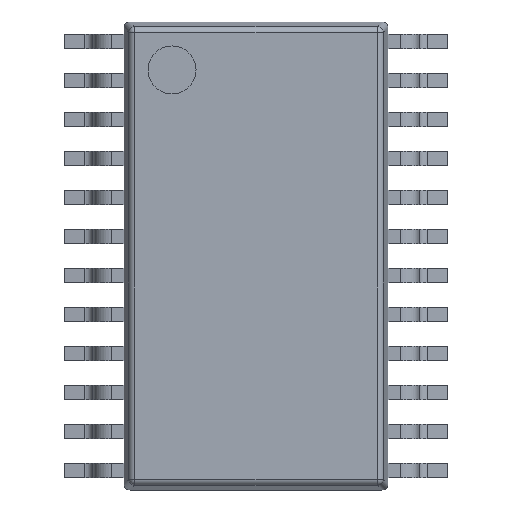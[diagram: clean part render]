
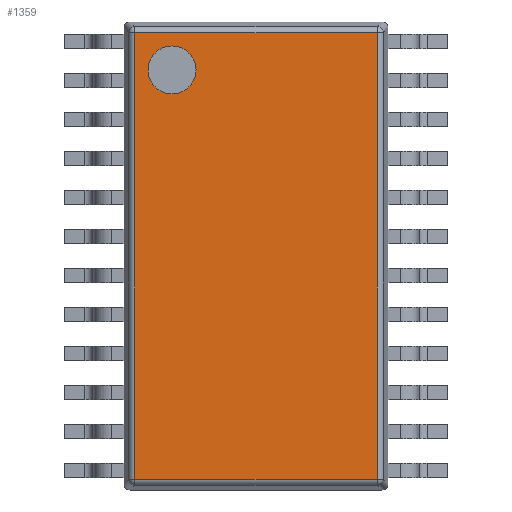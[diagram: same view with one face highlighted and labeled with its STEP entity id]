
A CAD part, top view. The second image highlights one B-rep face of the part: STEP entity #1359.
In plain terms, the highlighted face is planar.
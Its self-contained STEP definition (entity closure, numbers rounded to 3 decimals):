
#1052=VERTEX_POINT('',#1053);
#1053=CARTESIAN_POINT('',(2.023,0.45,-3.723));
#1060=EDGE_CURVE('',#1052,#1061,#1063,.F.);
#1061=VERTEX_POINT('',#1062);
#1062=CARTESIAN_POINT('',(2.023,0.45,3.723));
#1063=LINE('',#1064,#1065);
#1064=CARTESIAN_POINT('',(2.023,0.45,3.723));
#1065=VECTOR('',#1066,1.0);
#1066=DIRECTION('',(0.0,0.0,-1.0));
#1110=EDGE_CURVE('',#1061,#1111,#1113,.F.);
#1111=VERTEX_POINT('',#1112);
#1112=CARTESIAN_POINT('',(-2.023,0.45,3.723));
#1113=LINE('',#1114,#1115);
#1114=CARTESIAN_POINT('',(-2.023,0.45,3.723));
#1115=VECTOR('',#1116,1.0);
#1116=DIRECTION('',(1.0,0.0,0.0));
#1238=EDGE_CURVE('',#1111,#1239,#1241,.F.);
#1239=VERTEX_POINT('',#1240);
#1240=CARTESIAN_POINT('',(-2.023,0.45,-3.723));
#1241=LINE('',#1242,#1243);
#1242=CARTESIAN_POINT('',(-2.023,0.45,-3.723));
#1243=VECTOR('',#1244,1.0);
#1244=DIRECTION('',(0.0,0.0,1.0));
#1349=EDGE_CURVE('',#1239,#1052,#1350,.F.);
#1350=LINE('',#1351,#1352);
#1351=CARTESIAN_POINT('',(2.023,0.45,-3.723));
#1352=VECTOR('',#1353,1.0);
#1353=DIRECTION('',(-1.0,0.0,0.0));
#1359=ADVANCED_FACE('',(#1360,#1366),#1386,.T.);
#1360=FACE_BOUND('',#1361,.T.);
#1361=EDGE_LOOP('',(#1362,#1363,#1364,#1365));
#1362=ORIENTED_EDGE('',*,*,#1110,.F.);
#1363=ORIENTED_EDGE('',*,*,#1060,.F.);
#1364=ORIENTED_EDGE('',*,*,#1349,.F.);
#1365=ORIENTED_EDGE('',*,*,#1238,.F.);
#1366=FACE_BOUND('',#1367,.T.);
#1367=EDGE_LOOP('',(#1368,#1379));
#1368=ORIENTED_EDGE('',*,*,#1369,.T.);
#1369=EDGE_CURVE('',#1370,#1372,#1374,.T.);
#1370=VERTEX_POINT('',#1371);
#1371=CARTESIAN_POINT('',(-1.8,0.45,-3.1));
#1372=VERTEX_POINT('',#1373);
#1373=CARTESIAN_POINT('',(-1.0,0.45,-3.1));
#1374=CIRCLE('',#1375,0.4);
#1375=AXIS2_PLACEMENT_3D('',#1376,#1377,#1378);
#1376=CARTESIAN_POINT('',(-1.4,0.45,-3.1));
#1377=DIRECTION('',(0.0,-1.0,0.0));
#1378=DIRECTION('',(-1.0,0.0,0.0));
#1379=ORIENTED_EDGE('',*,*,#1380,.T.);
#1380=EDGE_CURVE('',#1372,#1370,#1381,.T.);
#1381=CIRCLE('',#1382,0.4);
#1382=AXIS2_PLACEMENT_3D('',#1383,#1384,#1385);
#1383=CARTESIAN_POINT('',(-1.4,0.45,-3.1));
#1384=DIRECTION('',(0.0,-1.0,0.0));
#1385=DIRECTION('',(1.0,0.0,0.0));
#1386=PLANE('',#1387);
#1387=AXIS2_PLACEMENT_3D('',#1388,#1389,#1390);
#1388=CARTESIAN_POINT('',(0.0,0.45,0.0));
#1389=DIRECTION('',(0.0,1.0,0.0));
#1390=DIRECTION('',(1.0,0.0,0.0));
